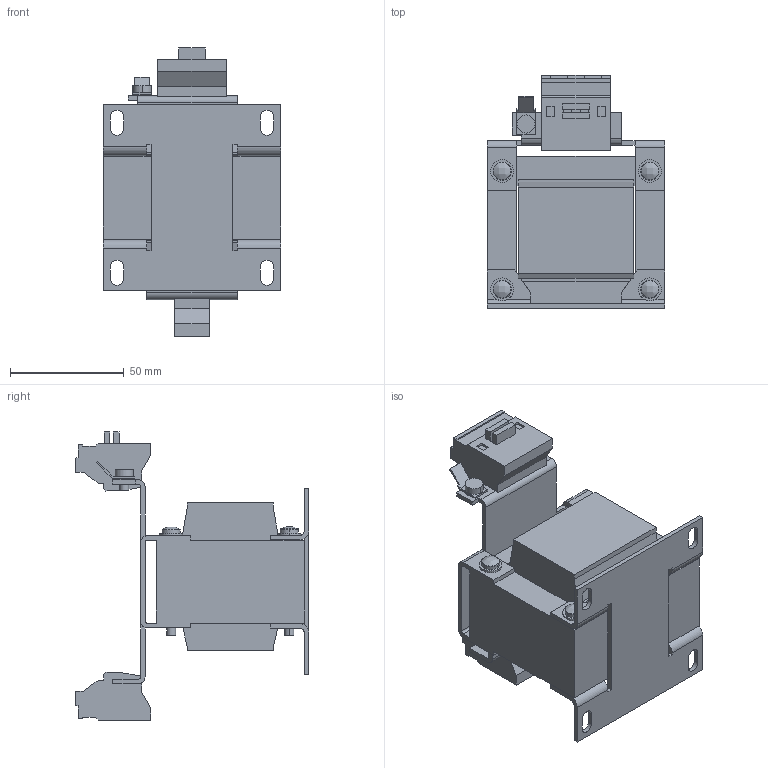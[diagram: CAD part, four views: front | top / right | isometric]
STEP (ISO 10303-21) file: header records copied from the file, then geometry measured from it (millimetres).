
FILE_DESCRIPTION (( 'STEP AP203' ), '1' );
FILE_NAME ('CT-010-048-24-0.step', '2024-10-31T17:02:03', ( '' ), ( '' ), 'SwSTEP 2.0', 'SolidWorks 2023', '' );
FILE_SCHEMA (( 'CONFIG_CONTROL_DESIGN' ));
Length unit declared in the file: inch
Products named in the file (1): CT-010-048-24-0
Bounding box: 78 x 102.7 x 126.8 mm (x, y, z)
Volume: 291664 mm3; surface area: 64967 mm2
Topology: 1 solids, 1 shells, 337 faces, 952 edges, 624 vertices
Faces by surface type: plane 245, cylinder 80, bspline 12
Entity records: 11113 total; most frequent: CARTESIAN_POINT 2112, ORIENTED_EDGE 1904, DIRECTION 1792, EDGE_CURVE 952, LINE 760, VECTOR 760, VERTEX_POINT 624, AXIS2_PLACEMENT_3D 516
